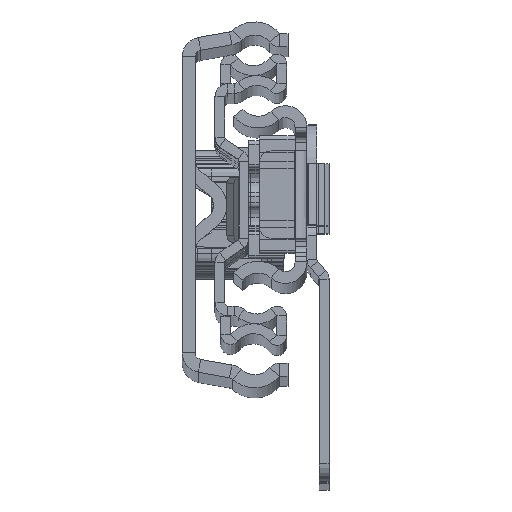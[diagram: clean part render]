
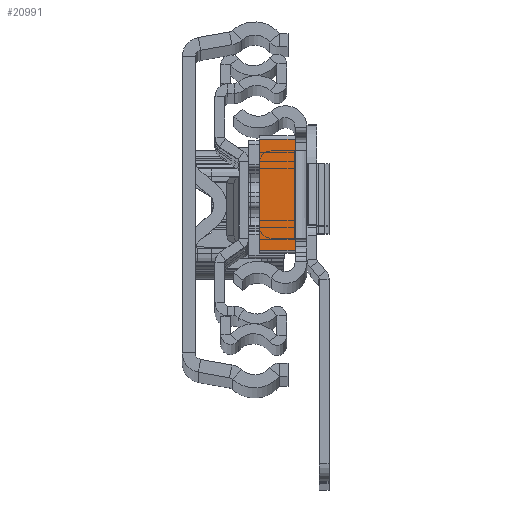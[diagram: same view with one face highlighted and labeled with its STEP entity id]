
A CAD part, top view. The second image highlights one B-rep face of the part: STEP entity #20991.
In plain terms, the highlighted planar face has unit normal (0, 0, 1).
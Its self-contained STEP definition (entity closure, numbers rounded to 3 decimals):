
#63 = LINE ( 'NONE', #24844, #7218 ) ;
#213 = CARTESIAN_POINT ( 'NONE',  ( 0., 8.5, 0. ) ) ;
#1448 = CARTESIAN_POINT ( 'NONE',  ( 5.5, -8.5, 0. ) ) ;
#2971 = CARTESIAN_POINT ( 'NONE',  ( 0., 11114.482, 0. ) ) ;
#5858 = DIRECTION ( 'NONE',  ( 1., 0., 0. ) ) ;
#6148 = VERTEX_POINT ( 'NONE', #31836 ) ;
#6348 = CARTESIAN_POINT ( 'NONE',  ( 0., -8.5, 0. ) ) ;
#7218 = VECTOR ( 'NONE', #14809, 1000. ) ;
#9238 = EDGE_LOOP ( 'NONE', ( #27132, #31780, #13498, #29650 ) ) ;
#10020 = VECTOR ( 'NONE', #5858, 1000. ) ;
#11509 = CARTESIAN_POINT ( 'NONE',  ( 0., -8.5, 0. ) ) ;
#12341 = DIRECTION ( 'NONE',  ( -1., 0., 0. ) ) ;
#12991 = DIRECTION ( 'NONE',  ( 0., 0., 1. ) ) ;
#13160 = FACE_OUTER_BOUND ( 'NONE', #9238, .T. ) ;
#13498 = ORIENTED_EDGE ( 'NONE', *, *, #25230, .T. ) ;
#14731 = VECTOR ( 'NONE', #29898, 1000. ) ;
#14809 = DIRECTION ( 'NONE',  ( 0., -1., 0. ) ) ;
#15394 = VERTEX_POINT ( 'NONE', #26036 ) ;
#15456 = PLANE ( 'NONE',  #30754 ) ;
#16378 = LINE ( 'NONE', #6348, #10020 ) ;
#18533 = EDGE_CURVE ( 'NONE', #15394, #29681, #63, .T. ) ;
#19742 = LINE ( 'NONE', #27134, #14731 ) ;
#20991 = ADVANCED_FACE ( 'NONE', ( #13160 ), #15456, .T. ) ;
#23031 = DIRECTION ( 'NONE',  ( 1., 0., 0. ) ) ;
#24844 = CARTESIAN_POINT ( 'NONE',  ( 0., 11114.482, 0. ) ) ;
#25002 = LINE ( 'NONE', #213, #25703 ) ;
#25230 = EDGE_CURVE ( 'NONE', #25922, #6148, #19742, .T. ) ;
#25703 = VECTOR ( 'NONE', #12341, 1000. ) ;
#25869 = EDGE_CURVE ( 'NONE', #29681, #25922, #16378, .T. ) ;
#25922 = VERTEX_POINT ( 'NONE', #1448 ) ;
#26036 = CARTESIAN_POINT ( 'NONE',  ( 0., 8.5, 0. ) ) ;
#27132 = ORIENTED_EDGE ( 'NONE', *, *, #18533, .T. ) ;
#27134 = CARTESIAN_POINT ( 'NONE',  ( 5.5, 11114.482, 0. ) ) ;
#29650 = ORIENTED_EDGE ( 'NONE', *, *, #32148, .T. ) ;
#29681 = VERTEX_POINT ( 'NONE', #11509 ) ;
#29898 = DIRECTION ( 'NONE',  ( 0., 1., 0. ) ) ;
#30754 = AXIS2_PLACEMENT_3D ( 'NONE', #2971, #12991, #23031 ) ;
#31780 = ORIENTED_EDGE ( 'NONE', *, *, #25869, .T. ) ;
#31836 = CARTESIAN_POINT ( 'NONE',  ( 5.5, 8.5, 0. ) ) ;
#32148 = EDGE_CURVE ( 'NONE', #6148, #15394, #25002, .T. ) ;
